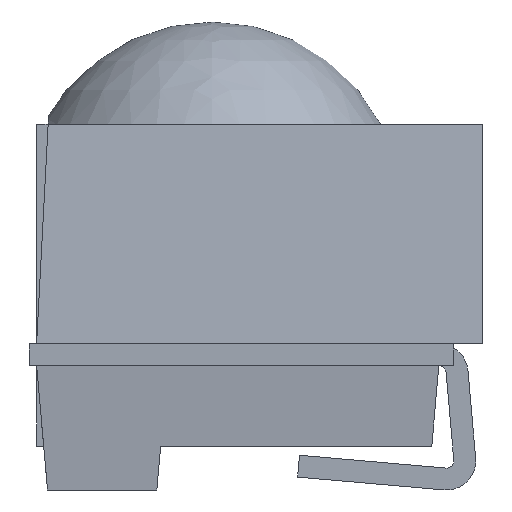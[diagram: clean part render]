
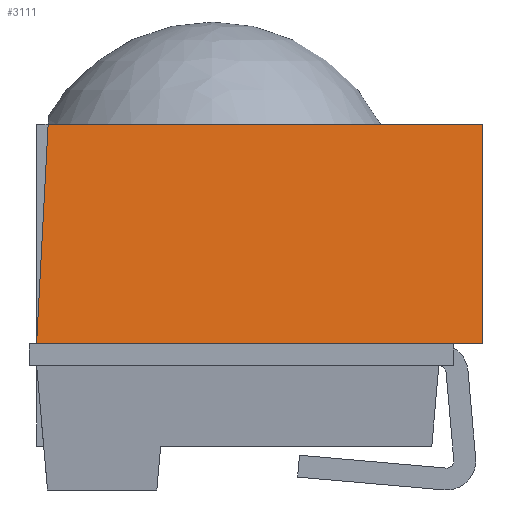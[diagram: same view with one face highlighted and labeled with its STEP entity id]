
A CAD part, left-side view. The second image highlights one B-rep face of the part: STEP entity #3111.
In plain terms, the highlighted planar face has unit normal (-0.996, 0, 0.087).
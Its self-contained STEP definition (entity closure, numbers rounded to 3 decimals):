
#182=CARTESIAN_POINT('',(-3.3,-1.45,0.712));
#183=VERTEX_POINT('',#182);
#1914=CARTESIAN_POINT('',(-3.169,-1.65,2.212));
#1915=VERTEX_POINT('',#1914);
#1916=CARTESIAN_POINT('',(-3.3,-1.65,0.712));
#1917=VERTEX_POINT('',#1916);
#1918=CARTESIAN_POINT('',(-3.169,-1.65,2.212));
#1919=DIRECTION('',(-0.087,0.,-0.996));
#1920=VECTOR('',#1919,1.506);
#1921=LINE('',#1918,#1920);
#1922=EDGE_CURVE('',#1915,#1917,#1921,.T.);
#2032=CARTESIAN_POINT('',(-3.3,1.4,0.712));
#2033=VERTEX_POINT('',#2032);
#2034=CARTESIAN_POINT('',(-3.3,1.4,0.712));
#2035=DIRECTION('',(0.,-1.,-0.));
#2036=VECTOR('',#2035,2.85);
#2037=LINE('',#2034,#2036);
#2038=EDGE_CURVE('',#2033,#183,#2037,.T.);
#2689=CARTESIAN_POINT('',(-3.169,1.321,2.212));
#2690=VERTEX_POINT('',#2689);
#2697=CARTESIAN_POINT('',(-3.169,-1.65,2.212));
#2698=DIRECTION('',(-0.,1.,0.));
#2699=VECTOR('',#2698,2.971);
#2700=LINE('',#2697,#2699);
#2701=EDGE_CURVE('',#1915,#2690,#2700,.T.);
#3050=CARTESIAN_POINT('',(-3.3,-1.45,0.712));
#3051=DIRECTION('',(0.,-1.,-0.));
#3052=VECTOR('',#3051,0.2);
#3053=LINE('',#3050,#3052);
#3054=EDGE_CURVE('',#183,#1917,#3053,.T.);
#3087=CARTESIAN_POINT('',(-3.3,1.4,0.712));
#3088=DIRECTION('',(0.087,-0.052,0.995));
#3089=VECTOR('',#3088,1.508);
#3090=LINE('',#3087,#3089);
#3091=EDGE_CURVE('',#2033,#2690,#3090,.T.);
#3099=CARTESIAN_POINT('',(-3.234,-0.85,1.462));
#3100=DIRECTION('',(-0.996,-0.,0.087));
#3101=DIRECTION('',(-0.087,0.,-0.996));
#3102=AXIS2_PLACEMENT_3D('',#3099,#3100,#3101);
#3103=PLANE('',#3102);
#3104=ORIENTED_EDGE('',*,*,#3091,.F.);
#3105=ORIENTED_EDGE('',*,*,#2038,.T.);
#3106=ORIENTED_EDGE('',*,*,#3054,.T.);
#3107=ORIENTED_EDGE('',*,*,#1922,.F.);
#3108=ORIENTED_EDGE('',*,*,#2701,.T.);
#3109=EDGE_LOOP('',(#3104,#3105,#3106,#3107,#3108));
#3110=FACE_BOUND('',#3109,.T.);
#3111=ADVANCED_FACE('',(#3110),#3103,.T.);
